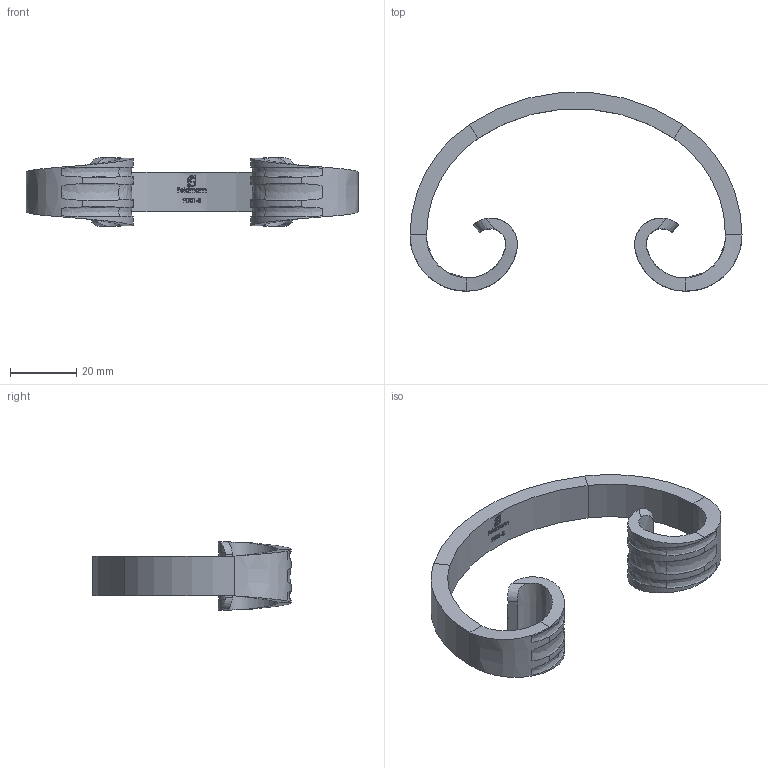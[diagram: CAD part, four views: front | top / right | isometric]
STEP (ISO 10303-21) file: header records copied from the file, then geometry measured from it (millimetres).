
FILE_DESCRIPTION (( 'STEP AP203' ), '1' );
FILE_NAME ('9001-S.STEP', '2023-12-12T15:58:37', ( '' ), ( '' ), 'SwSTEP 2.0', 'SolidWorks 2018', '' );
FILE_SCHEMA (( 'CONFIG_CONTROL_DESIGN' ));
Length unit declared in the file: millimetre
Products named in the file (1): 9001-S
Bounding box: 100 x 59.79 x 20.79 mm (x, y, z)
Volume: 15503.5 mm3; surface area: 9712.7 mm2
Topology: 1 solids, 1 shells, 286 faces, 765 edges, 502 vertices
Faces by surface type: bspline 154, plane 105, cylinder 27
Entity records: 16452 total; most frequent: CARTESIAN_POINT 10360, ORIENTED_EDGE 1530, DIRECTION 773, EDGE_CURVE 765, VERTEX_POINT 502, LINE 327, VECTOR 327, B_SPLINE_CURVE_WITH_KNOTS 310
